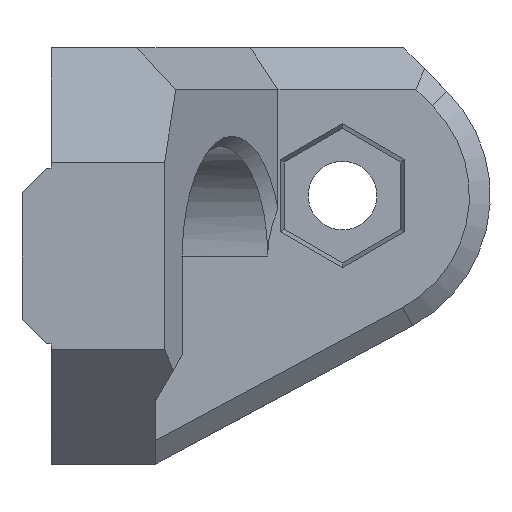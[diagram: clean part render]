
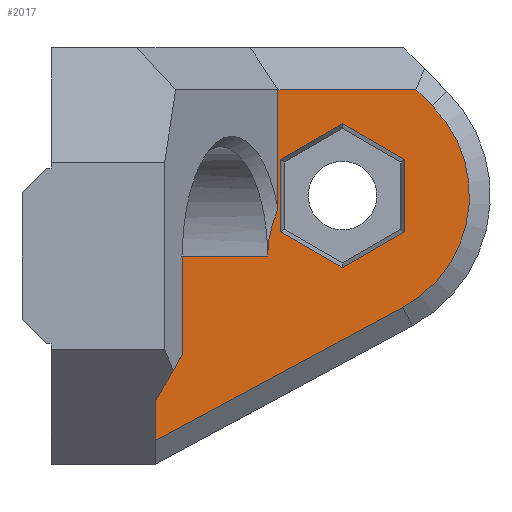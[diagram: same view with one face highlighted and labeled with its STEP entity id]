
A CAD part, left-side view. The second image highlights one B-rep face of the part: STEP entity #2017.
In plain terms, the highlighted planar face has unit normal (-1, 0, 0).
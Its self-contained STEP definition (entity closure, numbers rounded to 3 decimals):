
#24=FACE_BOUND('',#292,.T.);
#38=B_SPLINE_CURVE_WITH_KNOTS('',3,(#3024,#3025,#3026,#3027,#3028,#3029,
#3030,#3031,#3032,#3033,#3034,#3035,#3036,#3037),.UNSPECIFIED.,.F.,.F.,
(4,2,2,2,2,2,4),(0.,0.021,0.102,0.213,
0.225,0.23,0.234),.UNSPECIFIED.);
#65=PLANE('',#2167);
#171=FACE_OUTER_BOUND('',#291,.T.);
#291=EDGE_LOOP('',(#1525,#1526,#1527,#1528,#1529,#1530,#1531,#1532));
#292=EDGE_LOOP('',(#1533,#1534,#1535,#1536,#1537,#1538));
#400=LINE('',#2848,#654);
#446=LINE('',#2973,#700);
#450=LINE('',#2981,#704);
#453=LINE('',#2987,#707);
#457=LINE('',#2995,#711);
#460=LINE('',#3001,#714);
#462=LINE('',#3004,#716);
#471=LINE('',#3022,#725);
#472=LINE('',#3039,#726);
#473=LINE('',#3041,#727);
#474=LINE('',#3043,#728);
#475=LINE('',#3046,#729);
#654=VECTOR('',#2308,10.);
#700=VECTOR('',#2382,10.);
#704=VECTOR('',#2388,10.);
#707=VECTOR('',#2393,10.);
#711=VECTOR('',#2399,10.);
#714=VECTOR('',#2404,10.);
#716=VECTOR('',#2408,10.);
#725=VECTOR('',#2425,10.);
#726=VECTOR('',#2426,10.);
#727=VECTOR('',#2427,10.);
#728=VECTOR('',#2428,10.);
#729=VECTOR('',#2431,10.);
#914=CIRCLE('',#2168,6.1);
#938=VERTEX_POINT('',#2846);
#939=VERTEX_POINT('',#2847);
#978=VERTEX_POINT('',#2971);
#979=VERTEX_POINT('',#2972);
#982=VERTEX_POINT('',#2980);
#984=VERTEX_POINT('',#2986);
#987=VERTEX_POINT('',#2994);
#989=VERTEX_POINT('',#3000);
#994=VERTEX_POINT('',#3021);
#995=VERTEX_POINT('',#3023);
#996=VERTEX_POINT('',#3038);
#997=VERTEX_POINT('',#3040);
#998=VERTEX_POINT('',#3042);
#999=VERTEX_POINT('',#3044);
#1126=EDGE_CURVE('',#938,#939,#400,.T.);
#1177=EDGE_CURVE('',#978,#979,#446,.T.);
#1181=EDGE_CURVE('',#979,#982,#450,.T.);
#1184=EDGE_CURVE('',#982,#984,#453,.T.);
#1188=EDGE_CURVE('',#984,#987,#457,.T.);
#1191=EDGE_CURVE('',#987,#989,#460,.T.);
#1193=EDGE_CURVE('',#989,#978,#462,.T.);
#1202=EDGE_CURVE('',#938,#994,#471,.T.);
#1203=EDGE_CURVE('',#995,#994,#38,.F.);
#1204=EDGE_CURVE('',#996,#995,#472,.T.);
#1205=EDGE_CURVE('',#996,#997,#473,.T.);
#1206=EDGE_CURVE('',#998,#997,#474,.T.);
#1207=EDGE_CURVE('',#999,#998,#914,.T.);
#1208=EDGE_CURVE('',#939,#999,#475,.T.);
#1525=ORIENTED_EDGE('',*,*,#1126,.F.);
#1526=ORIENTED_EDGE('',*,*,#1202,.T.);
#1527=ORIENTED_EDGE('',*,*,#1203,.F.);
#1528=ORIENTED_EDGE('',*,*,#1204,.F.);
#1529=ORIENTED_EDGE('',*,*,#1205,.T.);
#1530=ORIENTED_EDGE('',*,*,#1206,.F.);
#1531=ORIENTED_EDGE('',*,*,#1207,.F.);
#1532=ORIENTED_EDGE('',*,*,#1208,.F.);
#1533=ORIENTED_EDGE('',*,*,#1177,.F.);
#1534=ORIENTED_EDGE('',*,*,#1193,.F.);
#1535=ORIENTED_EDGE('',*,*,#1191,.F.);
#1536=ORIENTED_EDGE('',*,*,#1188,.F.);
#1537=ORIENTED_EDGE('',*,*,#1184,.F.);
#1538=ORIENTED_EDGE('',*,*,#1181,.F.);
#2017=ADVANCED_FACE('',(#171,#24),#65,.F.);
#2167=AXIS2_PLACEMENT_3D('',#3020,#2423,#2424);
#2168=AXIS2_PLACEMENT_3D('',#3045,#2429,#2430);
#2308=DIRECTION('',(0.,-1.,0.));
#2382=DIRECTION('',(0.,0.866,-0.5));
#2388=DIRECTION('',(0.,0.,-1.));
#2393=DIRECTION('',(0.,-0.866,-0.5));
#2399=DIRECTION('',(0.,-0.866,0.5));
#2404=DIRECTION('',(0.,0.,1.));
#2408=DIRECTION('',(0.,0.866,0.5));
#2423=DIRECTION('center_axis',(1.,0.,0.));
#2424=DIRECTION('ref_axis',(0.,1.,0.));
#2425=DIRECTION('',(0.,0.,-1.));
#2426=DIRECTION('',(0.,-1.,0.));
#2427=DIRECTION('',(0.,0.,-1.));
#2428=DIRECTION('',(0.,0.881,-0.474));
#2429=DIRECTION('center_axis',(1.,0.,0.));
#2430=DIRECTION('ref_axis',(0.,-0.707,0.707));
#2431=DIRECTION('',(0.,-0.707,-0.707));
#2846=CARTESIAN_POINT('',(0.,3.1,5.1));
#2847=CARTESIAN_POINT('',(0.,-3.527,5.1));
#2848=CARTESIAN_POINT('',(0.,4.975,5.1));
#2971=CARTESIAN_POINT('',(0.,0.,3.464));
#2972=CARTESIAN_POINT('',(0.,3.,1.732));
#2973=CARTESIAN_POINT('',(0.,3.184,1.626));
#2980=CARTESIAN_POINT('',(0.,3.,-1.732));
#2981=CARTESIAN_POINT('',(0.,3.,-2.258));
#2986=CARTESIAN_POINT('',(0.,0.,-3.464));
#2987=CARTESIAN_POINT('',(0.,0.528,-3.159));
#2994=CARTESIAN_POINT('',(0.,-3.,-1.732));
#2995=CARTESIAN_POINT('',(0.,-1.216,-2.762));
#3000=CARTESIAN_POINT('',(0.,-3.,1.732));
#3001=CARTESIAN_POINT('',(0.,-3.,-0.642));
#3004=CARTESIAN_POINT('',(0.,-1.072,2.845));
#3020=CARTESIAN_POINT('Origin',(0.,0.95,-2.9));
#3021=CARTESIAN_POINT('',(0.,3.1,-0.636));
#3022=CARTESIAN_POINT('',(0.,3.1,2.1));
#3023=CARTESIAN_POINT('',(0.,3.6,-2.9));
#3024=CARTESIAN_POINT('Ctrl Pts',(0.,3.1,-0.636));
#3025=CARTESIAN_POINT('Ctrl Pts',(0.,3.128,
-0.701));
#3026=CARTESIAN_POINT('Ctrl Pts',(0.,3.154,
-0.767));
#3027=CARTESIAN_POINT('Ctrl Pts',(0.,3.279,
-1.084));
#3028=CARTESIAN_POINT('Ctrl Pts',(0.,3.364,
-1.339));
#3029=CARTESIAN_POINT('Ctrl Pts',(0.,3.523,
-1.958));
#3030=CARTESIAN_POINT('Ctrl Pts',(0.,3.579,
-2.319));
#3031=CARTESIAN_POINT('Ctrl Pts',(0.,3.597,
-2.728));
#3032=CARTESIAN_POINT('Ctrl Pts',(0.,3.598,
-2.768));
#3033=CARTESIAN_POINT('Ctrl Pts',(0.,3.599,
-2.827));
#3034=CARTESIAN_POINT('Ctrl Pts',(0.,3.6,
-2.845));
#3035=CARTESIAN_POINT('Ctrl Pts',(0.,3.6,
-2.876));
#3036=CARTESIAN_POINT('Ctrl Pts',(0.,3.6,-2.888));
#3037=CARTESIAN_POINT('Ctrl Pts',(0.,3.6,
-2.9));
#3038=CARTESIAN_POINT('',(0.,9.,-2.9));
#3039=CARTESIAN_POINT('',(0.,9.,-2.9));
#3040=CARTESIAN_POINT('',(0.,9.,-11.765));
#3041=CARTESIAN_POINT('',(0.,9.,-2.9));
#3042=CARTESIAN_POINT('',(0.,-2.889,-5.373));
#3043=CARTESIAN_POINT('',(0.,-1.915,-5.896));
#3044=CARTESIAN_POINT('',(0.,-4.313,4.313));
#3045=CARTESIAN_POINT('Origin',(0.,0.,0.));
#3046=CARTESIAN_POINT('',(0.,-3.761,4.866));
